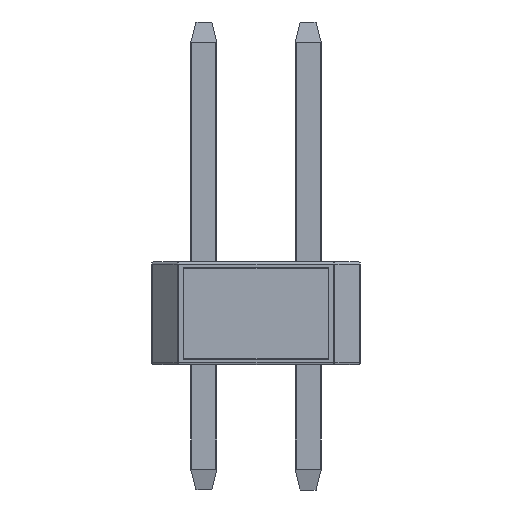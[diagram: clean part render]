
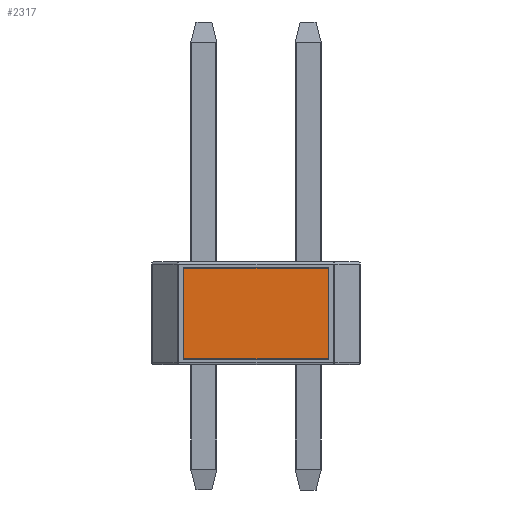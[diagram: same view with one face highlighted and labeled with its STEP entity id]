
A CAD part, left-side view. The second image highlights one B-rep face of the part: STEP entity #2317.
In plain terms, the highlighted planar face has unit normal (-1, 0, 0).
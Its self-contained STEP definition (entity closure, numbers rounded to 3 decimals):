
#366=FACE_OUTER_BOUND('',#492,.T.);
#492=EDGE_LOOP('',(#1894,#1895,#1896,#1897));
#631=LINE('',#3596,#847);
#632=LINE('',#3601,#848);
#635=LINE('',#3609,#851);
#637=LINE('',#3612,#853);
#847=VECTOR('',#2875,10.);
#848=VECTOR('',#2880,10.);
#851=VECTOR('',#2889,10.);
#853=VECTOR('',#2893,10.);
#1044=VERTEX_POINT('',#3593);
#1045=VERTEX_POINT('',#3595);
#1046=VERTEX_POINT('',#3599);
#1047=VERTEX_POINT('',#3600);
#1260=EDGE_CURVE('',#1045,#1044,#631,.T.);
#1262=EDGE_CURVE('',#1046,#1047,#632,.T.);
#1267=EDGE_CURVE('',#1044,#1046,#635,.T.);
#1269=EDGE_CURVE('',#1047,#1045,#637,.T.);
#1894=ORIENTED_EDGE('',*,*,#1267,.T.);
#1895=ORIENTED_EDGE('',*,*,#1262,.T.);
#1896=ORIENTED_EDGE('',*,*,#1269,.T.);
#1897=ORIENTED_EDGE('',*,*,#1260,.T.);
#2080=PLANE('',#2563);
#2317=ADVANCED_FACE('',(#366),#2080,.T.);
#2563=AXIS2_PLACEMENT_3D('',#3810,#3144,#3145);
#2875=DIRECTION('',(0.,1.,0.));
#2880=DIRECTION('',(0.,-1.,0.));
#2889=DIRECTION('',(0.,0.,-1.));
#2893=DIRECTION('',(0.,0.,1.));
#3144=DIRECTION('center_axis',(-1.,0.,0.));
#3145=DIRECTION('ref_axis',(0.,0.,1.));
#3593=CARTESIAN_POINT('',(-1.27,3.023,2.35));
#3595=CARTESIAN_POINT('',(-1.27,-0.488,2.35));
#3596=CARTESIAN_POINT('',(-1.27,3.023,2.35));
#3599=CARTESIAN_POINT('',(-1.27,3.023,0.15));
#3600=CARTESIAN_POINT('',(-1.27,-0.488,0.15));
#3601=CARTESIAN_POINT('',(-1.27,-0.488,0.15));
#3609=CARTESIAN_POINT('',(-1.27,3.023,0.15));
#3612=CARTESIAN_POINT('',(-1.27,-0.488,2.35));
#3810=CARTESIAN_POINT('Origin',(-1.27,1.268,1.25));
